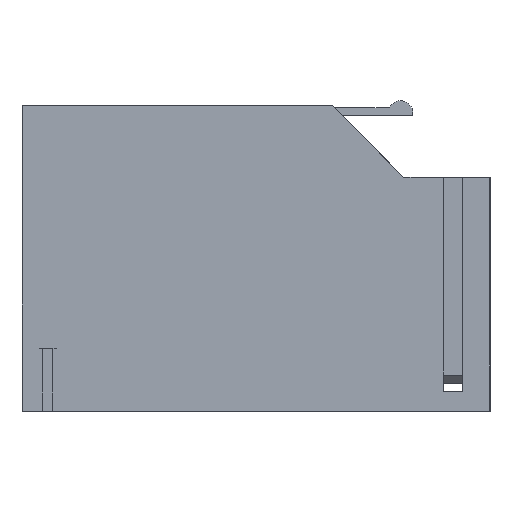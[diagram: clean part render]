
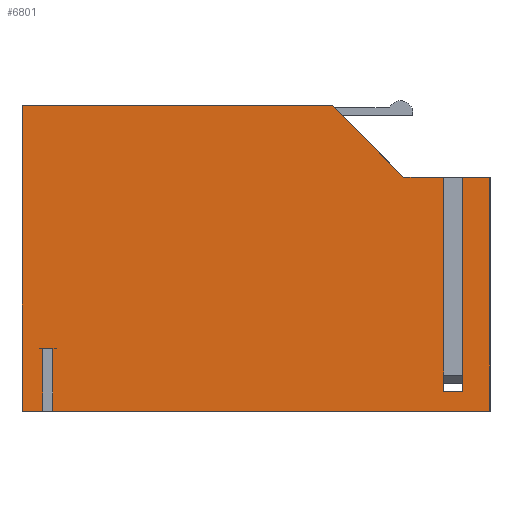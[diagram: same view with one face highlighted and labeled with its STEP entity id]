
A CAD part, left-side view. The second image highlights one B-rep face of the part: STEP entity #6801.
In plain terms, the highlighted planar face has unit normal (-1, 0, 0).
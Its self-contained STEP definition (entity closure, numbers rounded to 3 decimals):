
#4632=DIRECTION('',(0.,0.,1.));
#4633=VECTOR('',#4632,60.5);
#4634=CARTESIAN_POINT('',(-65.,50.,6.7));
#4635=LINE('',#4634,#4633);
#5066=DIRECTION('',(0.,1.,0.));
#5067=VECTOR('',#5066,2.588);
#5068=CARTESIAN_POINT('',(-65.,163.006,22.9));
#5069=LINE('',#5068,#5067);
#5073=DIRECTION('',(0.,0.,-1.));
#5074=VECTOR('',#5073,16.2);
#5075=CARTESIAN_POINT('',(-65.,165.594,22.9));
#5076=LINE('',#5075,#5074);
#5080=DIRECTION('',(0.,1.,0.));
#5081=VECTOR('',#5080,5.406);
#5082=CARTESIAN_POINT('',(-65.,165.594,6.7));
#5083=LINE('',#5082,#5081);
#5087=DIRECTION('',(0.,0.,1.));
#5088=VECTOR('',#5087,79.);
#5089=CARTESIAN_POINT('',(-65.,171.,6.7));
#5090=LINE('',#5089,#5088);
#5094=DIRECTION('',(0.,-1.,0.));
#5095=VECTOR('',#5094,80.234);
#5096=CARTESIAN_POINT('',(-65.,171.,85.7));
#5097=LINE('',#5096,#5095);
#5101=DIRECTION('',(0.,-0.707,-0.707));
#5102=VECTOR('',#5101,26.163);
#5103=CARTESIAN_POINT('',(-65.,90.766,85.7));
#5104=LINE('',#5103,#5102);
#5108=DIRECTION('',(0.,-1.,0.));
#5109=VECTOR('',#5108,10.266);
#5110=CARTESIAN_POINT('',(-65.,72.266,67.2));
#5111=LINE('',#5110,#5109);
#5115=DIRECTION('',(0.,0.,-1.));
#5116=VECTOR('',#5115,55.3);
#5117=CARTESIAN_POINT('',(-65.,62.,67.2));
#5118=LINE('',#5117,#5116);
#5122=DIRECTION('',(0.,-1.,0.));
#5123=VECTOR('',#5122,5.);
#5124=CARTESIAN_POINT('',(-65.,62.,11.9));
#5125=LINE('',#5124,#5123);
#5129=DIRECTION('',(0.,0.,1.));
#5130=VECTOR('',#5129,55.3);
#5131=CARTESIAN_POINT('',(-65.,57.,11.9));
#5132=LINE('',#5131,#5130);
#5136=DIRECTION('',(0.,-1.,0.));
#5137=VECTOR('',#5136,7.);
#5138=CARTESIAN_POINT('',(-65.,57.,67.2));
#5139=LINE('',#5138,#5137);
#5143=DIRECTION('',(0.,1.,0.));
#5144=VECTOR('',#5143,113.006);
#5145=CARTESIAN_POINT('',(-65.,50.,6.7));
#5146=LINE('',#5145,#5144);
#5150=DIRECTION('',(0.,0.,1.));
#5151=VECTOR('',#5150,16.2);
#5152=CARTESIAN_POINT('',(-65.,163.006,6.7));
#5153=LINE('',#5152,#5151);
#5793=CARTESIAN_POINT('',(-65.,171.,85.7));
#5794=VERTEX_POINT('',#5793);
#5795=CARTESIAN_POINT('',(-65.,171.,6.7));
#5796=VERTEX_POINT('',#5795);
#5943=CARTESIAN_POINT('',(-65.,50.,6.7));
#5944=VERTEX_POINT('',#5943);
#5945=CARTESIAN_POINT('',(-65.,50.,67.2));
#5946=VERTEX_POINT('',#5945);
#6005=CARTESIAN_POINT('',(-65.,165.594,6.7));
#6006=VERTEX_POINT('',#6005);
#6007=CARTESIAN_POINT('',(-65.,163.006,22.9));
#6008=CARTESIAN_POINT('',(-65.,165.594,22.9));
#6009=VERTEX_POINT('',#6007);
#6010=VERTEX_POINT('',#6008);
#6011=CARTESIAN_POINT('',(-65.,90.766,85.7));
#6012=VERTEX_POINT('',#6011);
#6013=CARTESIAN_POINT('',(-65.,72.266,67.2));
#6014=VERTEX_POINT('',#6013);
#6015=CARTESIAN_POINT('',(-65.,62.,67.2));
#6016=VERTEX_POINT('',#6015);
#6017=CARTESIAN_POINT('',(-65.,62.,11.9));
#6018=VERTEX_POINT('',#6017);
#6019=CARTESIAN_POINT('',(-65.,57.,11.9));
#6020=VERTEX_POINT('',#6019);
#6021=CARTESIAN_POINT('',(-65.,57.,67.2));
#6022=VERTEX_POINT('',#6021);
#6023=CARTESIAN_POINT('',(-65.,163.006,6.7));
#6024=VERTEX_POINT('',#6023);
#6769=CARTESIAN_POINT('',(-65.,55.,67.2));
#6770=DIRECTION('',(-1.,0.,0.));
#6771=DIRECTION('',(0.,0.,1.));
#6772=AXIS2_PLACEMENT_3D('',#6769,#6770,#6771);
#6773=PLANE('',#6772);
#6775=ORIENTED_EDGE('',*,*,#6774,.T.);
#6777=ORIENTED_EDGE('',*,*,#6776,.T.);
#6778=ORIENTED_EDGE('',*,*,#6762,.T.);
#6779=ORIENTED_EDGE('',*,*,#6176,.T.);
#6781=ORIENTED_EDGE('',*,*,#6780,.T.);
#6783=ORIENTED_EDGE('',*,*,#6782,.T.);
#6785=ORIENTED_EDGE('',*,*,#6784,.T.);
#6787=ORIENTED_EDGE('',*,*,#6786,.T.);
#6789=ORIENTED_EDGE('',*,*,#6788,.T.);
#6791=ORIENTED_EDGE('',*,*,#6790,.T.);
#6793=ORIENTED_EDGE('',*,*,#6792,.T.);
#6794=ORIENTED_EDGE('',*,*,#6499,.F.);
#6796=ORIENTED_EDGE('',*,*,#6795,.T.);
#6798=ORIENTED_EDGE('',*,*,#6797,.T.);
#6799=EDGE_LOOP('',(#6775,#6777,#6778,#6779,#6781,#6783,#6785,#6787,#6789,#6791,
#6793,#6794,#6796,#6798));
#6800=FACE_OUTER_BOUND('',#6799,.F.);
#6176=EDGE_CURVE('',#5796,#5794,#5090,.T.);
#6499=EDGE_CURVE('',#5944,#5946,#4635,.T.);
#6762=EDGE_CURVE('',#6006,#5796,#5083,.T.);
#6774=EDGE_CURVE('',#6009,#6010,#5069,.T.);
#6776=EDGE_CURVE('',#6010,#6006,#5076,.T.);
#6780=EDGE_CURVE('',#5794,#6012,#5097,.T.);
#6782=EDGE_CURVE('',#6012,#6014,#5104,.T.);
#6784=EDGE_CURVE('',#6014,#6016,#5111,.T.);
#6786=EDGE_CURVE('',#6016,#6018,#5118,.T.);
#6788=EDGE_CURVE('',#6018,#6020,#5125,.T.);
#6790=EDGE_CURVE('',#6020,#6022,#5132,.T.);
#6792=EDGE_CURVE('',#6022,#5946,#5139,.T.);
#6795=EDGE_CURVE('',#5944,#6024,#5146,.T.);
#6797=EDGE_CURVE('',#6024,#6009,#5153,.T.);
#6801=ADVANCED_FACE('',(#6800),#6773,.T.);
